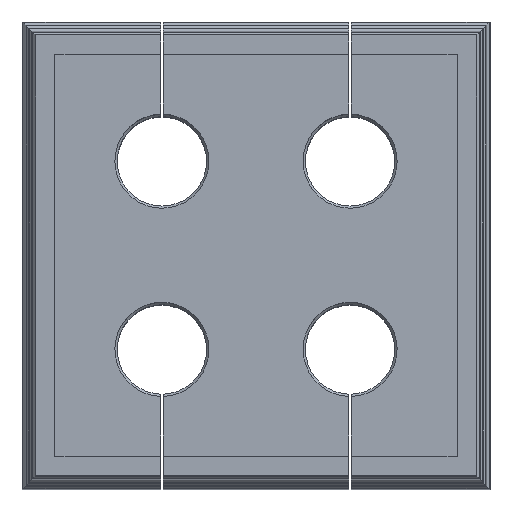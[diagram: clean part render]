
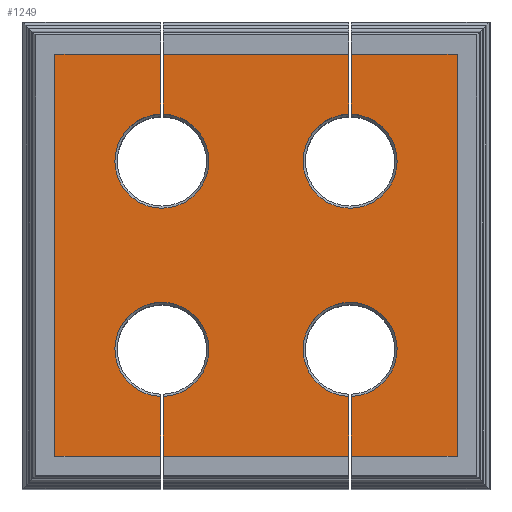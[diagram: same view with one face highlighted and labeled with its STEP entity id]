
A CAD part, top view. The second image highlights one B-rep face of the part: STEP entity #1249.
In plain terms, the highlighted planar face has unit normal (0, 0, 1).
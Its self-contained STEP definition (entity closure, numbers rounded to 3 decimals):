
#199=FACE_OUTER_BOUND('',#1695,.T.);
#390=LINE('',#5648,#809);
#393=LINE('',#5654,#812);
#482=LINE('',#5837,#901);
#485=LINE('',#5843,#904);
#617=LINE('',#6218,#1036);
#618=LINE('',#6220,#1037);
#619=LINE('',#6222,#1038);
#620=LINE('',#6223,#1039);
#621=LINE('',#6224,#1040);
#622=LINE('',#6225,#1041);
#623=LINE('',#6226,#1042);
#624=LINE('',#6228,#1043);
#625=LINE('',#6230,#1044);
#626=LINE('',#6231,#1045);
#627=LINE('',#6232,#1046);
#628=LINE('',#6233,#1047);
#809=VECTOR('',#4466,1.);
#812=VECTOR('',#4471,1.);
#901=VECTOR('',#4606,1.);
#904=VECTOR('',#4611,1.);
#1036=VECTOR('',#4971,1.);
#1037=VECTOR('',#4972,1.);
#1038=VECTOR('',#4973,1.);
#1039=VECTOR('',#4974,1.);
#1040=VECTOR('',#4975,1.);
#1041=VECTOR('',#4976,1.);
#1042=VECTOR('',#4977,1.);
#1043=VECTOR('',#4978,1.);
#1044=VECTOR('',#4979,1.);
#1045=VECTOR('',#4980,1.);
#1046=VECTOR('',#4981,1.);
#1047=VECTOR('',#4982,1.);
#1249=ADVANCED_FACE('',(#199),#1432,.T.);
#1432=PLANE('',#4200);
#1497=CIRCLE('',#4093,2.);
#1509=CIRCLE('',#4111,2.);
#1521=CIRCLE('',#4129,2.);
#1533=CIRCLE('',#4147,2.);
#1695=EDGE_LOOP('',(#2333,#2334,#2335,#2336,#2337,#2338,#2339,#2340,#2341,
#2342,#2343,#2344,#2345,#2346,#2347,#2348,#2349,#2350,#2351,#2352));
#2333=ORIENTED_EDGE('',*,*,#3741,.F.);
#2334=ORIENTED_EDGE('',*,*,#3742,.T.);
#2335=ORIENTED_EDGE('',*,*,#3743,.T.);
#2336=ORIENTED_EDGE('',*,*,#3557,.T.);
#2337=ORIENTED_EDGE('',*,*,#3744,.T.);
#2338=ORIENTED_EDGE('',*,*,#3605,.T.);
#2339=ORIENTED_EDGE('',*,*,#3745,.F.);
#2340=ORIENTED_EDGE('',*,*,#3560,.T.);
#2341=ORIENTED_EDGE('',*,*,#3746,.T.);
#2342=ORIENTED_EDGE('',*,*,#3653,.T.);
#2343=ORIENTED_EDGE('',*,*,#3747,.F.);
#2344=ORIENTED_EDGE('',*,*,#3748,.T.);
#2345=ORIENTED_EDGE('',*,*,#3749,.T.);
#2346=ORIENTED_EDGE('',*,*,#3468,.T.);
#2347=ORIENTED_EDGE('',*,*,#3750,.T.);
#2348=ORIENTED_EDGE('',*,*,#3629,.T.);
#2349=ORIENTED_EDGE('',*,*,#3751,.F.);
#2350=ORIENTED_EDGE('',*,*,#3465,.T.);
#2351=ORIENTED_EDGE('',*,*,#3752,.T.);
#2352=ORIENTED_EDGE('',*,*,#3581,.T.);
#3058=VERTEX_POINT('',#5647);
#3059=VERTEX_POINT('',#5649);
#3060=VERTEX_POINT('',#5653);
#3061=VERTEX_POINT('',#5655);
#3130=VERTEX_POINT('',#5835);
#3132=VERTEX_POINT('',#5838);
#3134=VERTEX_POINT('',#5844);
#3135=VERTEX_POINT('',#5845);
#3150=VERTEX_POINT('',#5885);
#3152=VERTEX_POINT('',#5888);
#3174=VERTEX_POINT('',#5939);
#3176=VERTEX_POINT('',#5942);
#3198=VERTEX_POINT('',#5993);
#3200=VERTEX_POINT('',#5996);
#3222=VERTEX_POINT('',#6047);
#3224=VERTEX_POINT('',#6050);
#3263=VERTEX_POINT('',#6219);
#3264=VERTEX_POINT('',#6221);
#3265=VERTEX_POINT('',#6227);
#3266=VERTEX_POINT('',#6229);
#3465=EDGE_CURVE('',#3059,#3058,#390,.T.);
#3468=EDGE_CURVE('',#3061,#3060,#393,.T.);
#3557=EDGE_CURVE('',#3132,#3130,#482,.T.);
#3560=EDGE_CURVE('',#3134,#3135,#485,.T.);
#3581=EDGE_CURVE('',#3152,#3150,#1497,.T.);
#3605=EDGE_CURVE('',#3176,#3174,#1509,.T.);
#3629=EDGE_CURVE('',#3200,#3198,#1521,.T.);
#3653=EDGE_CURVE('',#3224,#3222,#1533,.T.);
#3741=EDGE_CURVE('',#3263,#3150,#617,.T.);
#3742=EDGE_CURVE('',#3263,#3264,#618,.T.);
#3743=EDGE_CURVE('',#3264,#3132,#619,.T.);
#3744=EDGE_CURVE('',#3130,#3176,#620,.T.);
#3745=EDGE_CURVE('',#3134,#3174,#621,.T.);
#3746=EDGE_CURVE('',#3135,#3224,#622,.T.);
#3747=EDGE_CURVE('',#3265,#3222,#623,.T.);
#3748=EDGE_CURVE('',#3265,#3266,#624,.T.);
#3749=EDGE_CURVE('',#3266,#3061,#625,.T.);
#3750=EDGE_CURVE('',#3060,#3200,#626,.T.);
#3751=EDGE_CURVE('',#3059,#3198,#627,.T.);
#3752=EDGE_CURVE('',#3058,#3152,#628,.T.);
#4093=AXIS2_PLACEMENT_3D('',#5887,#4644,#4645);
#4111=AXIS2_PLACEMENT_3D('',#5941,#4692,#4693);
#4129=AXIS2_PLACEMENT_3D('',#5995,#4740,#4741);
#4147=AXIS2_PLACEMENT_3D('',#6049,#4788,#4789);
#4200=AXIS2_PLACEMENT_3D('',#6234,#4983,#4984);
#4466=DIRECTION('',(-1.,0.,0.));
#4471=DIRECTION('',(-1.,0.,0.));
#4606=DIRECTION('',(1.,0.,0.));
#4611=DIRECTION('',(1.,0.,0.));
#4644=DIRECTION('',(0.,0.,-1.));
#4645=DIRECTION('',(1.,0.,0.));
#4692=DIRECTION('',(0.,0.,-1.));
#4693=DIRECTION('',(1.,0.,0.));
#4740=DIRECTION('',(0.,0.,-1.));
#4741=DIRECTION('',(1.,0.,0.));
#4788=DIRECTION('',(0.,0.,-1.));
#4789=DIRECTION('',(1.,0.,0.));
#4971=DIRECTION('',(0.,-1.,0.));
#4972=DIRECTION('',(-1.,0.,0.));
#4973=DIRECTION('',(0.,-1.,0.));
#4974=DIRECTION('',(0.,1.,0.));
#4975=DIRECTION('',(0.,1.,0.));
#4976=DIRECTION('',(0.,1.,0.));
#4977=DIRECTION('',(0.,1.,0.));
#4978=DIRECTION('',(1.,0.,0.));
#4979=DIRECTION('',(0.,1.,0.));
#4980=DIRECTION('',(0.,-1.,0.));
#4981=DIRECTION('',(0.,-1.,0.));
#4982=DIRECTION('',(0.,-1.,0.));
#4983=DIRECTION('',(0.,0.,1.));
#4984=DIRECTION('',(-1.,0.,0.));
#5647=CARTESIAN_POINT('',(-3.95,8.55,17.7));
#5648=CARTESIAN_POINT('',(8.55,8.55,17.7));
#5649=CARTESIAN_POINT('',(3.95,8.55,17.7));
#5653=CARTESIAN_POINT('',(4.05,8.55,17.7));
#5654=CARTESIAN_POINT('',(8.55,8.55,17.7));
#5655=CARTESIAN_POINT('',(8.55,8.55,17.7));
#5835=CARTESIAN_POINT('',(-4.05,-8.55,17.7));
#5837=CARTESIAN_POINT('',(-8.55,-8.55,17.7));
#5838=CARTESIAN_POINT('',(-8.55,-8.55,17.7));
#5843=CARTESIAN_POINT('',(-8.55,-8.55,17.7));
#5844=CARTESIAN_POINT('',(-3.95,-8.55,17.7));
#5845=CARTESIAN_POINT('',(3.95,-8.55,17.7));
#5885=CARTESIAN_POINT('',(-4.05,5.999,17.7));
#5887=CARTESIAN_POINT('',(-4.,4.,17.7));
#5888=CARTESIAN_POINT('',(-3.95,5.999,17.7));
#5939=CARTESIAN_POINT('',(-3.95,-5.999,17.7));
#5941=CARTESIAN_POINT('',(-4.,-4.,17.7));
#5942=CARTESIAN_POINT('',(-4.05,-5.999,17.7));
#5993=CARTESIAN_POINT('',(3.95,5.999,17.7));
#5995=CARTESIAN_POINT('',(4.,4.,17.7));
#5996=CARTESIAN_POINT('',(4.05,5.999,17.7));
#6047=CARTESIAN_POINT('',(4.05,-5.999,17.7));
#6049=CARTESIAN_POINT('',(4.,-4.,17.7));
#6050=CARTESIAN_POINT('',(3.95,-5.999,17.7));
#6218=CARTESIAN_POINT('',(-4.05,0.,17.7));
#6219=CARTESIAN_POINT('',(-4.05,8.55,17.7));
#6220=CARTESIAN_POINT('',(8.55,8.55,17.7));
#6221=CARTESIAN_POINT('',(-8.55,8.55,17.7));
#6222=CARTESIAN_POINT('',(-8.55,8.55,17.7));
#6223=CARTESIAN_POINT('',(-4.05,0.,17.7));
#6224=CARTESIAN_POINT('',(-3.95,0.,17.7));
#6225=CARTESIAN_POINT('',(3.95,0.,17.7));
#6226=CARTESIAN_POINT('',(4.05,0.,17.7));
#6227=CARTESIAN_POINT('',(4.05,-8.55,17.7));
#6228=CARTESIAN_POINT('',(-8.55,-8.55,17.7));
#6229=CARTESIAN_POINT('',(8.55,-8.55,17.7));
#6230=CARTESIAN_POINT('',(8.55,-8.55,17.7));
#6231=CARTESIAN_POINT('',(4.05,0.,17.7));
#6232=CARTESIAN_POINT('',(3.95,0.,17.7));
#6233=CARTESIAN_POINT('',(-3.95,0.,17.7));
#6234=CARTESIAN_POINT('',(0.,0.,17.7));
